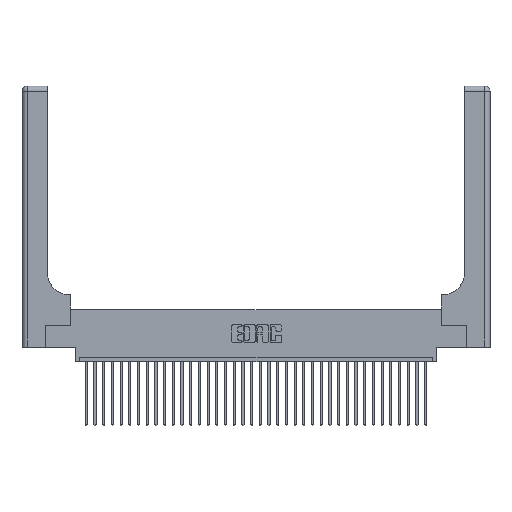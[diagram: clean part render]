
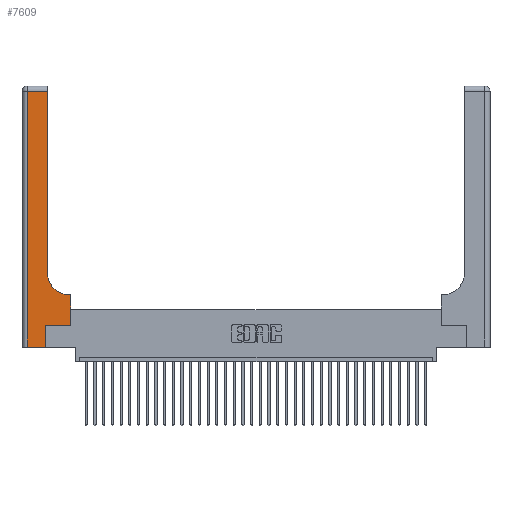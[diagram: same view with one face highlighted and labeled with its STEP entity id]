
A CAD part, top view. The second image highlights one B-rep face of the part: STEP entity #7609.
In plain terms, the highlighted planar face has unit normal (0, 0, 1).
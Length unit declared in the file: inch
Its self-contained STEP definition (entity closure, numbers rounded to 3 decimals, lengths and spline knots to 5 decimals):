
#749 = AXIS2_PLACEMENT_3D ( 'NONE', #3617, #8869, #28236 ) ;
#1220 = EDGE_CURVE ( 'NONE', #30074, #14686, #20956, .T. ) ;
#1641 = ORIENTED_EDGE ( 'NONE', *, *, #9903, .T. ) ;
#1919 = CARTESIAN_POINT ( 'NONE',  ( 0.269, 0., 0.37 ) ) ;
#2324 = ORIENTED_EDGE ( 'NONE', *, *, #8733, .T. ) ;
#3418 = CARTESIAN_POINT ( 'NONE',  ( 0., 0., 0.37 ) ) ;
#3460 = CARTESIAN_POINT ( 'NONE',  ( 0.2915, 0.85, 0.37 ) ) ;
#3617 = CARTESIAN_POINT ( 'NONE',  ( 0.5415, 0.85, 0.37 ) ) ;
#4172 = VERTEX_POINT ( 'NONE', #5656 ) ;
#4463 = CARTESIAN_POINT ( 'NONE',  ( 0.2915, 3., 0.37 ) ) ;
#4742 = ORIENTED_EDGE ( 'NONE', *, *, #29912, .T. ) ;
#5299 = EDGE_CURVE ( 'NONE', #15104, #20217, #15277, .T. ) ;
#5586 = DIRECTION ( 'NONE',  ( -1., 0., 0. ) ) ;
#5656 = CARTESIAN_POINT ( 'NONE',  ( 0.2915, 2.94, 0.37 ) ) ;
#5977 = CARTESIAN_POINT ( 'NONE',  ( 0.269, 0.25, 0.37 ) ) ;
#6145 = DIRECTION ( 'NONE',  ( -1., 0., 0. ) ) ;
#6559 = EDGE_CURVE ( 'NONE', #24847, #19383, #20811, .T. ) ;
#7609 = ADVANCED_FACE ( 'NONE', ( #33599 ), #9219, .F. ) ;
#8196 = ORIENTED_EDGE ( 'NONE', *, *, #6559, .T. ) ;
#8484 = CARTESIAN_POINT ( 'NONE',  ( 0.2915, 0.6, 0.37 ) ) ;
#8733 = EDGE_CURVE ( 'NONE', #17694, #4172, #22348, .T. ) ;
#8803 = CIRCLE ( 'NONE', #749, 0.25 ) ;
#8869 = DIRECTION ( 'NONE',  ( 0., 0., -1. ) ) ;
#9219 = PLANE ( 'NONE',  #35613 ) ;
#9903 = EDGE_CURVE ( 'NONE', #4172, #15104, #21145, .T. ) ;
#10306 = LINE ( 'NONE', #1919, #16730 ) ;
#10576 = ORIENTED_EDGE ( 'NONE', *, *, #21549, .T. ) ;
#12100 = ORIENTED_EDGE ( 'NONE', *, *, #5299, .T. ) ;
#12225 = CARTESIAN_POINT ( 'NONE',  ( 0.06, 2.94, 0.37 ) ) ;
#13384 = ORIENTED_EDGE ( 'NONE', *, *, #1220, .T. ) ;
#14182 = CARTESIAN_POINT ( 'NONE',  ( 0.269, 0.25, 0.37 ) ) ;
#14193 = CARTESIAN_POINT ( 'NONE',  ( 0.5415, 0.6, 0.37 ) ) ;
#14686 = VERTEX_POINT ( 'NONE', #14193 ) ;
#14880 = DIRECTION ( 'NONE',  ( 0., 1., 0. ) ) ;
#15104 = VERTEX_POINT ( 'NONE', #12225 ) ;
#15277 = LINE ( 'NONE', #21778, #18722 ) ;
#15528 = VECTOR ( 'NONE', #5586, 39.37008 ) ;
#16730 = VECTOR ( 'NONE', #29445, 39.37008 ) ;
#17694 = VERTEX_POINT ( 'NONE', #3460 ) ;
#18722 = VECTOR ( 'NONE', #25126, 39.37008 ) ;
#19297 = DIRECTION ( 'NONE',  ( 0., 1., 0. ) ) ;
#19383 = VERTEX_POINT ( 'NONE', #26979 ) ;
#20202 = DIRECTION ( 'NONE',  ( 0., 0., -1. ) ) ;
#20201 = CARTESIAN_POINT ( 'NONE',  ( 0.269, 0., 0.37 ) ) ;
#20217 = VERTEX_POINT ( 'NONE', #32721 ) ;
#20811 = LINE ( 'NONE', #14182, #29421 ) ;
#20956 = LINE ( 'NONE', #8484, #29526 ) ;
#21145 = LINE ( 'NONE', #21981, #15528 ) ;
#21549 = EDGE_CURVE ( 'NONE', #22688, #24847, #10306, .T. ) ;
#21778 = CARTESIAN_POINT ( 'NONE',  ( 0.06, 3., 0.37 ) ) ;
#21981 = CARTESIAN_POINT ( 'NONE',  ( 0., 2.94, 0.37 ) ) ;
#22348 = LINE ( 'NONE', #4463, #24948 ) ;
#22688 = VERTEX_POINT ( 'NONE', #20201 ) ;
#23801 = EDGE_CURVE ( 'NONE', #20217, #22688, #26466, .T. ) ;
#24082 = ORIENTED_EDGE ( 'NONE', *, *, #23801, .T. ) ;
#24135 = VECTOR ( 'NONE', #19297, 39.37008 ) ;
#24847 = VERTEX_POINT ( 'NONE', #5977 ) ;
#24948 = VECTOR ( 'NONE', #14880, 39.37008 ) ;
#25126 = DIRECTION ( 'NONE',  ( 0., -1., 0. ) ) ;
#25269 = DIRECTION ( 'NONE',  ( -1., 0., 0. ) ) ;
#25374 = ORIENTED_EDGE ( 'NONE', *, *, #33761, .T. ) ;
#25509 = CARTESIAN_POINT ( 'NONE',  ( 0., 3., 0.37 ) ) ;
#26466 = LINE ( 'NONE', #3418, #30312 ) ;
#26979 = CARTESIAN_POINT ( 'NONE',  ( 0.5585, 0.25, 0.37 ) ) ;
#27756 = DIRECTION ( 'NONE',  ( 1., 0., 0. ) ) ;
#27844 = CARTESIAN_POINT ( 'NONE',  ( 0.5585, 0.6, 0.37 ) ) ;
#28226 = EDGE_LOOP ( 'NONE', ( #2324, #1641, #12100, #24082, #10576, #8196, #25374, #13384, #4742 ) ) ;
#28236 = DIRECTION ( 'NONE',  ( 1., 0., 0. ) ) ;
#29421 = VECTOR ( 'NONE', #27756, 39.37008 ) ;
#29445 = DIRECTION ( 'NONE',  ( 0., 1., 0. ) ) ;
#29526 = VECTOR ( 'NONE', #25269, 39.37008 ) ;
#29912 = EDGE_CURVE ( 'NONE', #14686, #17694, #8803, .T. ) ;
#30074 = VERTEX_POINT ( 'NONE', #27844 ) ;
#30123 = LINE ( 'NONE', #35451, #24135 ) ;
#30312 = VECTOR ( 'NONE', #33726, 39.37008 ) ;
#32721 = CARTESIAN_POINT ( 'NONE',  ( 0.06, 0., 0.37 ) ) ;
#33599 = FACE_OUTER_BOUND ( 'NONE', #28226, .T. ) ;
#33726 = DIRECTION ( 'NONE',  ( 1., 0., 0. ) ) ;
#33761 = EDGE_CURVE ( 'NONE', #19383, #30074, #30123, .T. ) ;
#35451 = CARTESIAN_POINT ( 'NONE',  ( 0.5585, 0.25, 0.37 ) ) ;
#35613 = AXIS2_PLACEMENT_3D ( 'NONE', #25509, #20202, #6145 ) ;
